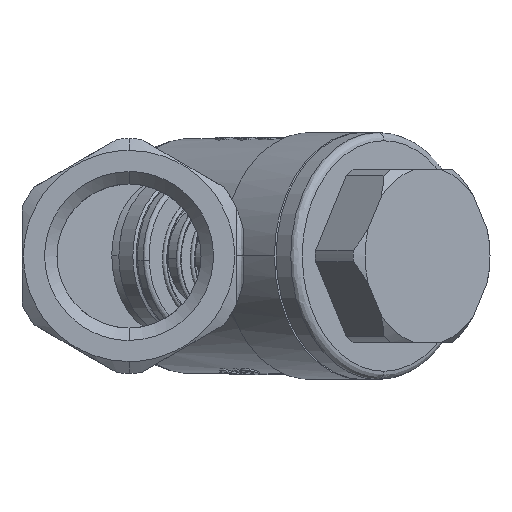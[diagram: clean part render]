
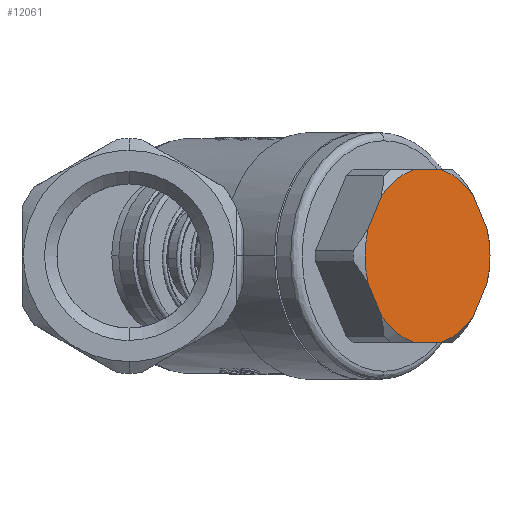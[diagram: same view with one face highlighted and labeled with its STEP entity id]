
A CAD part, left-side view. The second image highlights one B-rep face of the part: STEP entity #12061.
In plain terms, the highlighted face is planar.
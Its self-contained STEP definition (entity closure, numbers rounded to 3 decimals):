
#842 = DIRECTION ( 'NONE',  ( 1., 0., 0. ) ) ;
#859 = ORIENTED_EDGE ( 'NONE', *, *, #53989, .T. ) ;
#3169 = PLANE ( 'NONE',  #32140 ) ;
#3477 = DIRECTION ( 'NONE',  ( 1., 0., 0. ) ) ;
#4238 = AXIS2_PLACEMENT_3D ( 'NONE', #12727, #43952, #17230 ) ;
#4378 = CARTESIAN_POINT ( 'NONE',  ( 19., -10.198, -3.336 ) ) ;
#4462 = CARTESIAN_POINT ( 'NONE',  ( 19., 7.988, 7.164 ) ) ;
#4516 = CARTESIAN_POINT ( 'NONE',  ( 19., 7.988, -7.164 ) ) ;
#4653 = EDGE_CURVE ( 'NONE', #15705, #42289, #48849, .T. ) ;
#6312 = ORIENTED_EDGE ( 'NONE', *, *, #51618, .T. ) ;
#6636 = LINE ( 'NONE', #39890, #54125 ) ;
#6733 = ORIENTED_EDGE ( 'NONE', *, *, #11674, .T. ) ;
#7069 = DIRECTION ( 'NONE',  ( 0., -1., 0. ) ) ;
#8136 = EDGE_CURVE ( 'NONE', #55032, #43441, #25081, .T. ) ;
#9287 = EDGE_LOOP ( 'NONE', ( #6733, #13148, #34446, #17254, #6312, #24790, #22296, #24662, #17901, #13359, #859, #37766 ) ) ;
#9615 = AXIS2_PLACEMENT_3D ( 'NONE', #11448, #42701, #15961 ) ;
#10775 = VECTOR ( 'NONE', #48641, 1000. ) ;
#10823 = EDGE_CURVE ( 'NONE', #30187, #52827, #41069, .T. ) ;
#11314 = VERTEX_POINT ( 'NONE', #4516 ) ;
#11448 = CARTESIAN_POINT ( 'NONE',  ( 19., 0., 0. ) ) ;
#11674 = EDGE_CURVE ( 'NONE', #47556, #51562, #23614, .T. ) ;
#12061 = ADVANCED_FACE ( 'NONE', ( #38935 ), #3169, .T. ) ;
#12518 = DIRECTION ( 'NONE',  ( 0., 0., -1. ) ) ;
#12727 = CARTESIAN_POINT ( 'NONE',  ( 19., 0., 0. ) ) ;
#13126 = DIRECTION ( 'NONE',  ( 0., 0.5, 0.866 ) ) ;
#13148 = ORIENTED_EDGE ( 'NONE', *, *, #30569, .T. ) ;
#13215 = VECTOR ( 'NONE', #34992, 1000. ) ;
#13317 = VERTEX_POINT ( 'NONE', #46860 ) ;
#13359 = ORIENTED_EDGE ( 'NONE', *, *, #10823, .T. ) ;
#13978 = CARTESIAN_POINT ( 'NONE',  ( 19., 10.198, 3.336 ) ) ;
#15705 = VERTEX_POINT ( 'NONE', #13978 ) ;
#15961 = DIRECTION ( 'NONE',  ( 0., 0., 1. ) ) ;
#16665 = CARTESIAN_POINT ( 'NONE',  ( 19., 10.198, 3.336 ) ) ;
#16849 = DIRECTION ( 'NONE',  ( 1., 0., 0. ) ) ;
#16905 = DIRECTION ( 'NONE',  ( 0., 1., 0. ) ) ;
#17230 = DIRECTION ( 'NONE',  ( 0., 0., 1. ) ) ;
#17254 = ORIENTED_EDGE ( 'NONE', *, *, #44325, .T. ) ;
#17347 = EDGE_CURVE ( 'NONE', #38718, #15705, #29261, .T. ) ;
#17901 = ORIENTED_EDGE ( 'NONE', *, *, #26313, .T. ) ;
#20583 = CARTESIAN_POINT ( 'NONE',  ( 19., -10.198, -3.336 ) ) ;
#21946 = CARTESIAN_POINT ( 'NONE',  ( 19., -7.988, 7.164 ) ) ;
#22218 = VECTOR ( 'NONE', #51774, 1000. ) ;
#22296 = ORIENTED_EDGE ( 'NONE', *, *, #4653, .T. ) ;
#23614 = LINE ( 'NONE', #20583, #22218 ) ;
#24662 = ORIENTED_EDGE ( 'NONE', *, *, #29482, .T. ) ;
#24790 = ORIENTED_EDGE ( 'NONE', *, *, #17347, .T. ) ;
#25081 = LINE ( 'NONE', #34641, #50190 ) ;
#26008 = VERTEX_POINT ( 'NONE', #54345 ) ;
#26248 = DIRECTION ( 'NONE',  ( 1., 0., 0. ) ) ;
#26313 = EDGE_CURVE ( 'NONE', #26008, #30187, #39531, .T. ) ;
#26906 = CARTESIAN_POINT ( 'NONE',  ( 19., 2.21, -10.5 ) ) ;
#27586 = CARTESIAN_POINT ( 'NONE',  ( 19., 0., 0. ) ) ;
#27674 = VECTOR ( 'NONE', #7069, 1000. ) ;
#29261 = CIRCLE ( 'NONE', #9615, 10.73 ) ;
#29482 = EDGE_CURVE ( 'NONE', #42289, #26008, #38087, .T. ) ;
#30187 = VERTEX_POINT ( 'NONE', #50465 ) ;
#30217 = CARTESIAN_POINT ( 'NONE',  ( 19., 0., 0. ) ) ;
#30290 = CARTESIAN_POINT ( 'NONE',  ( 19., 0., 0. ) ) ;
#30569 = EDGE_CURVE ( 'NONE', #51562, #55032, #42956, .T. ) ;
#30737 = CIRCLE ( 'NONE', #4238, 10.73 ) ;
#31221 = CARTESIAN_POINT ( 'NONE',  ( 19., -7.988, 7.164 ) ) ;
#32065 = DIRECTION ( 'NONE',  ( 0., 0., 1. ) ) ;
#32140 = AXIS2_PLACEMENT_3D ( 'NONE', #30290, #39264, #12518 ) ;
#34446 = ORIENTED_EDGE ( 'NONE', *, *, #8136, .T. ) ;
#34641 = CARTESIAN_POINT ( 'NONE',  ( 19., 0., -10.5 ) ) ;
#34684 = DIRECTION ( 'NONE',  ( 0., 0., 1. ) ) ;
#34850 = EDGE_CURVE ( 'NONE', #13317, #47556, #30737, .T. ) ;
#34992 = DIRECTION ( 'NONE',  ( 0., -0.5, 0.866 ) ) ;
#37008 = AXIS2_PLACEMENT_3D ( 'NONE', #43562, #16849, #48051 ) ;
#37766 = ORIENTED_EDGE ( 'NONE', *, *, #34850, .T. ) ;
#38087 = CIRCLE ( 'NONE', #46557, 10.73 ) ;
#38316 = CARTESIAN_POINT ( 'NONE',  ( 19., 0., 10.5 ) ) ;
#38718 = VERTEX_POINT ( 'NONE', #55330 ) ;
#38935 = FACE_OUTER_BOUND ( 'NONE', #9287, .T. ) ;
#39264 = DIRECTION ( 'NONE',  ( 1., 0., 0. ) ) ;
#39531 = LINE ( 'NONE', #38316, #27674 ) ;
#39691 = CARTESIAN_POINT ( 'NONE',  ( 19., -7.988, -7.164 ) ) ;
#39890 = CARTESIAN_POINT ( 'NONE',  ( 19., 7.988, -7.164 ) ) ;
#41069 = CIRCLE ( 'NONE', #37008, 10.73 ) ;
#42289 = VERTEX_POINT ( 'NONE', #4462 ) ;
#42701 = DIRECTION ( 'NONE',  ( 1., 0., 0. ) ) ;
#42956 = CIRCLE ( 'NONE', #50660, 10.73 ) ;
#43441 = VERTEX_POINT ( 'NONE', #26906 ) ;
#43562 = CARTESIAN_POINT ( 'NONE',  ( 19., 0., 0. ) ) ;
#43952 = DIRECTION ( 'NONE',  ( 1., 0., 0. ) ) ;
#44302 = CARTESIAN_POINT ( 'NONE',  ( 19., -2.21, -10.5 ) ) ;
#44325 = EDGE_CURVE ( 'NONE', #43441, #11314, #52172, .T. ) ;
#46557 = AXIS2_PLACEMENT_3D ( 'NONE', #30217, #3477, #34684 ) ;
#46860 = CARTESIAN_POINT ( 'NONE',  ( 19., -10.198, 3.336 ) ) ;
#47556 = VERTEX_POINT ( 'NONE', #4378 ) ;
#47801 = LINE ( 'NONE', #21946, #10775 ) ;
#48051 = DIRECTION ( 'NONE',  ( 0., 0., 1. ) ) ;
#48641 = DIRECTION ( 'NONE',  ( 0., -0.5, -0.866 ) ) ;
#48849 = LINE ( 'NONE', #16665, #13215 ) ;
#50190 = VECTOR ( 'NONE', #16905, 1000. ) ;
#50465 = CARTESIAN_POINT ( 'NONE',  ( 19., -2.21, 10.5 ) ) ;
#50660 = AXIS2_PLACEMENT_3D ( 'NONE', #52950, #26248, #57427 ) ;
#51562 = VERTEX_POINT ( 'NONE', #39691 ) ;
#51618 = EDGE_CURVE ( 'NONE', #11314, #38718, #6636, .T. ) ;
#51774 = DIRECTION ( 'NONE',  ( 0., 0.5, -0.866 ) ) ;
#52172 = CIRCLE ( 'NONE', #54991, 10.73 ) ;
#52827 = VERTEX_POINT ( 'NONE', #31221 ) ;
#52950 = CARTESIAN_POINT ( 'NONE',  ( 19., 0., 0. ) ) ;
#53989 = EDGE_CURVE ( 'NONE', #52827, #13317, #47801, .T. ) ;
#54125 = VECTOR ( 'NONE', #13126, 1000. ) ;
#54345 = CARTESIAN_POINT ( 'NONE',  ( 19., 2.21, 10.5 ) ) ;
#54991 = AXIS2_PLACEMENT_3D ( 'NONE', #27586, #842, #32065 ) ;
#55032 = VERTEX_POINT ( 'NONE', #44302 ) ;
#55330 = CARTESIAN_POINT ( 'NONE',  ( 19., 10.198, -3.336 ) ) ;
#57427 = DIRECTION ( 'NONE',  ( 0., 0., 1. ) ) ;
